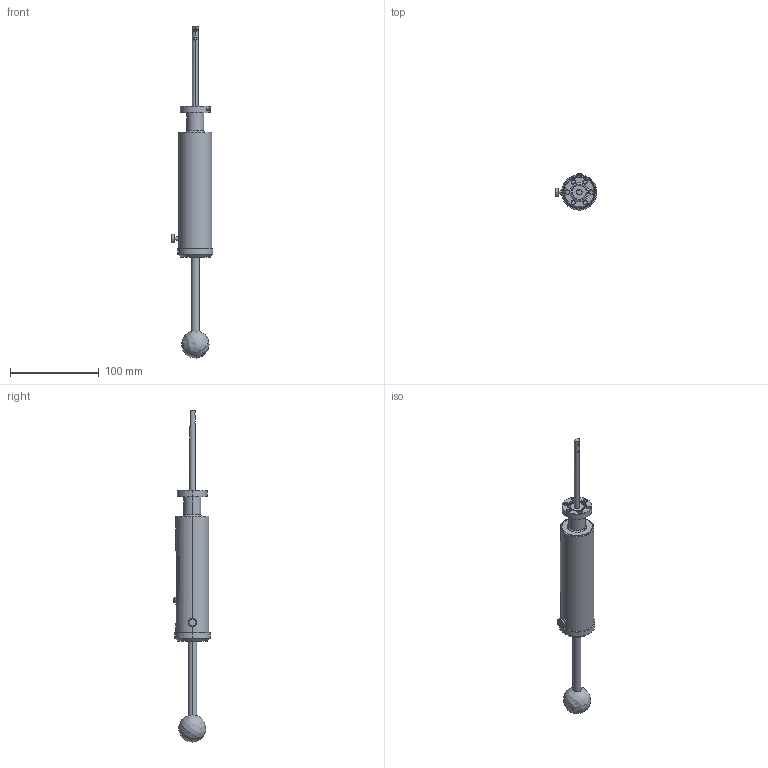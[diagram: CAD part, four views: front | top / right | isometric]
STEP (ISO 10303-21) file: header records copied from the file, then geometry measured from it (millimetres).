
FILE_DESCRIPTION (( 'STEP AP203' ), '1' );
FILE_NAME ('112052.stp', '2019-02-20T17:22:44', ( '' ), ( '' ), 'SwSTEP 2.0', 'SolidWorks 2012', '' );
FILE_SCHEMA (( 'CONFIG_CONTROL_DESIGN' ));
Products named in the file (1): 112052
Bounding box: 47.43 x 40.93 x 375.09 mm (x, y, z)
Volume: 191862.1 mm3; surface area: 31687.5 mm2
Topology: 1 solids, 1 shells, 1869 faces, 5212 edges, 3458 vertices
Faces by surface type: plane 1043, bspline 654, cylinder 129, cone 43
Entity records: 91203 total; most frequent: CARTESIAN_POINT 47451, ORIENTED_EDGE 10416, DIRECTION 6844, EDGE_CURVE 5208, VERTEX_POINT 3458, VECTOR 2962, LINE 2962, EDGE_LOOP 2002
